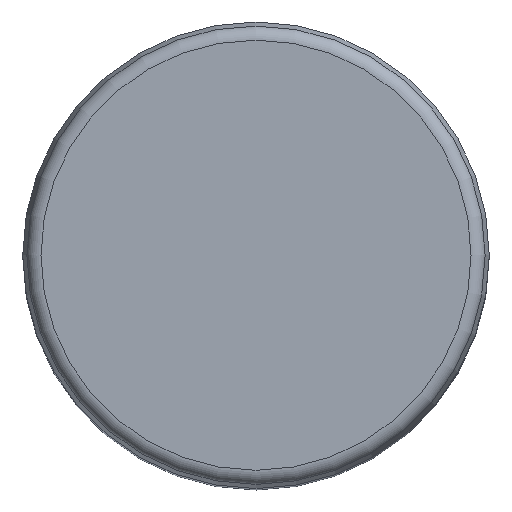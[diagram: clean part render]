
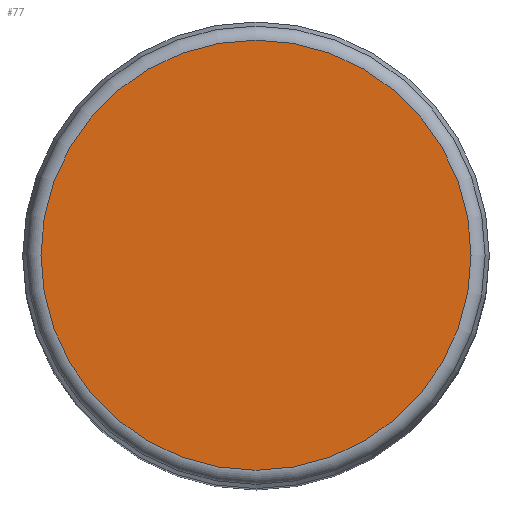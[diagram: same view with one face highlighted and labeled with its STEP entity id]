
A CAD part, top view. The second image highlights one B-rep face of the part: STEP entity #77.
In plain terms, the highlighted planar face has unit normal (0, 0, 1).
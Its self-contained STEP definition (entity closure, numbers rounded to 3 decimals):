
#47=PLANE('',#342);
#50=FACE_OUTER_BOUND('',#157,.T.);
#77=ADVANCED_FACE('',(#50),#47,.F.);
#157=EDGE_LOOP('',(#197));
#197=ORIENTED_EDGE('',*,*,#238,.T.);
#217=VERTEX_POINT('',#462);
#238=EDGE_CURVE('',#217,#217,#261,.T.);
#261=CIRCLE('',#315,14.75);
#315=AXIS2_PLACEMENT_3D('',#461,#366,#367);
#342=AXIS2_PLACEMENT_3D('',#502,#420,#421);
#366=DIRECTION('',(0.,0.,1.));
#367=DIRECTION('',(-1.,0.,0.));
#420=DIRECTION('',(0.,0.,-1.));
#421=DIRECTION('',(1.,0.,0.));
#461=CARTESIAN_POINT('',(0.,0.,60.));
#462=CARTESIAN_POINT('',(-14.75,0.,60.));
#502=CARTESIAN_POINT('',(0.,0.,60.));
